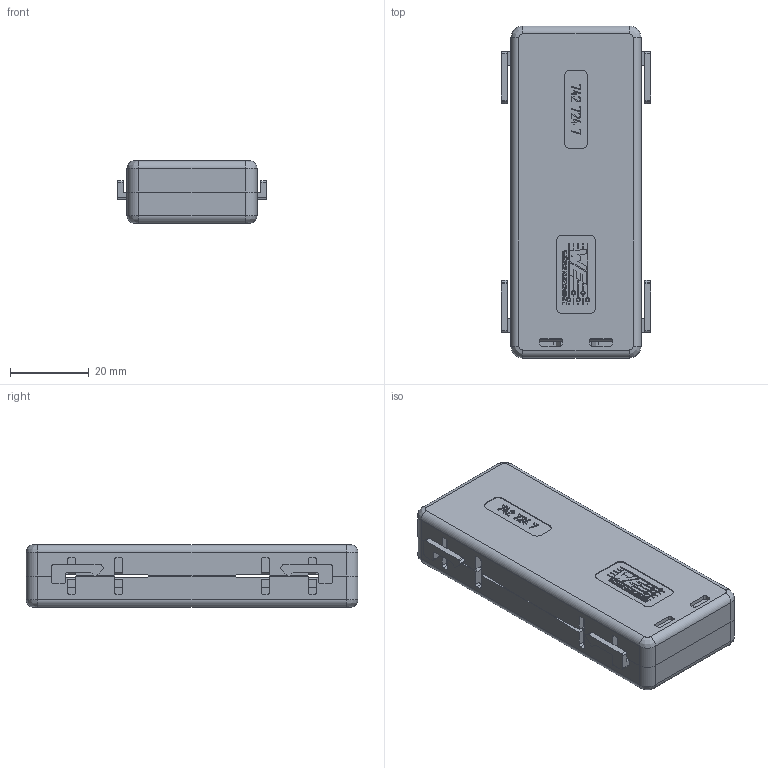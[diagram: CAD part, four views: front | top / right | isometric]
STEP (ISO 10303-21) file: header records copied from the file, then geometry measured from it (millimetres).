
FILE_DESCRIPTION( ( 'Unknown' ), '1' );
FILE_NAME( '7427247.stp', 'Unknown', ( 'Unknown' ), ( 'Unknown' ), 'XStep 1.0', 'Unknown', ' ' );
FILE_SCHEMA( ( 'automotive_design' ) );
Length unit declared in the file: millimetre
Products named in the file (4): Assem1; Ferrit; Gehäuse_1; Gehäuse_2
Bounding box: 38 x 84.5 x 16 mm (x, y, z)
Surface area: 54392.7 mm2
Topology: 7 solids, 7 shells, 1974 faces, 5512 edges, 3646 vertices
Faces by surface type: plane 1546, cylinder 256, extrusion 140, bspline 16, sphere 8, torus 8
Full cylindrical faces by diameter (mm): 1.4 x8
Entity records: 37397 total; most frequent: CARTESIAN_POINT 7284, ORIENTED_EDGE 5398, DIRECTION 4511, EDGE_CURVE 2699, VECTOR 2155, LINE 2085, VERTEX_POINT 1796, AXIS2_PLACEMENT_3D 1178
